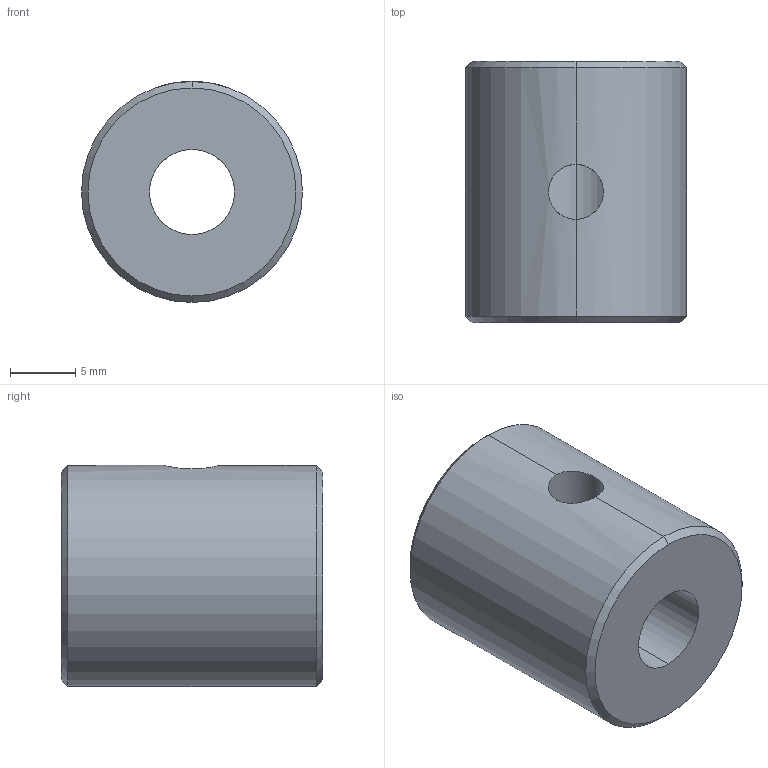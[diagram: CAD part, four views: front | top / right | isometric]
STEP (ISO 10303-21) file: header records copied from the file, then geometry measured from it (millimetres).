
FILE_DESCRIPTION (( 'STEP AP214' ), '1' );
FILE_NAME ('RONDELLE SUPPORT.STEP', '2021-03-24T11:05:40', ( '' ), ( '' ), 'SwSTEP 2.0', 'SolidWorks 2021', '' );
FILE_SCHEMA (( 'AUTOMOTIVE_DESIGN' ));
Length unit declared in the file: millimetre
Products named in the file (1): RONDELLE SUPPORT
Bounding box: 16.9 x 20 x 16.9 mm (x, y, z)
Volume: 3736.1 mm3; surface area: 1863.9 mm2
Topology: 1 solids, 1 shells, 12 faces, 32 edges, 20 vertices
Faces by surface type: cylinder 6, cone 4, plane 2
Entity records: 540 total; most frequent: CARTESIAN_POINT 181, ORIENTED_EDGE 64, DIRECTION 62, EDGE_CURVE 32, AXIS2_PLACEMENT_3D 25, VERTEX_POINT 20, EDGE_LOOP 14, VECTOR 12
